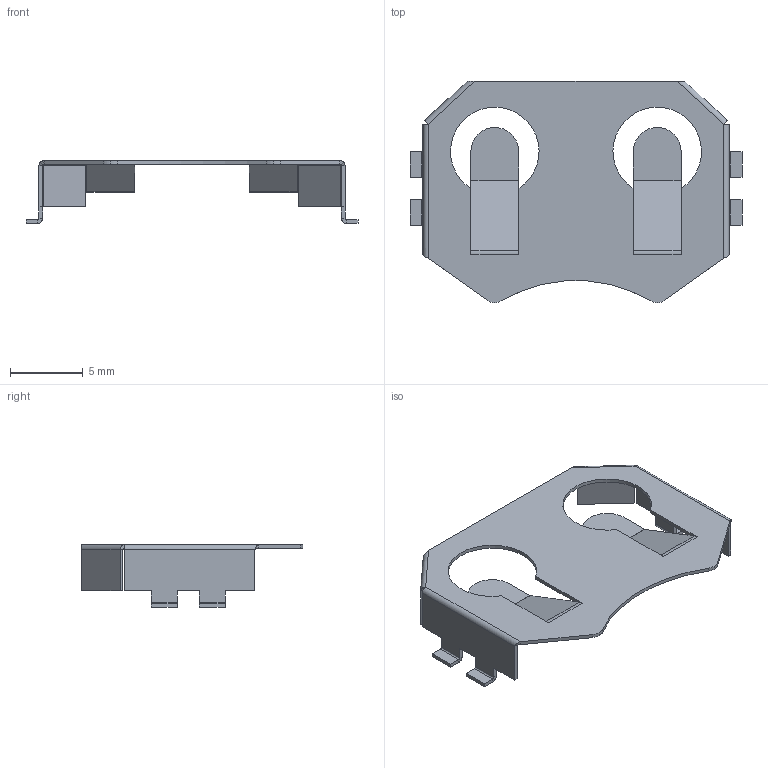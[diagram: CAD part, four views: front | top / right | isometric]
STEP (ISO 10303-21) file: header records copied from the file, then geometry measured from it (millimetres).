
FILE_DESCRIPTION(('FreeCAD Model'),'2;1');
FILE_NAME('BK-912.step','2020-02-19T09:57:02',( 'kicad StepUp'),('ksu MCAD'),'Open CASCADE STEP processor 7.3', 'FreeCAD','Unknown');
FILE_SCHEMA(('AUTOMOTIVE_DESIGN { 1 0 10303 214 1 1 1 1 }'));
Length unit declared in the file: millimetre
Products named in the file (1): BK-912
Bounding box: 22.86 x 15.24 x 4.32 mm (x, y, z)
Volume: 86.2 mm3; surface area: 737.3 mm2
Topology: 1 solids, 1 shells, 134 faces, 308 edges, 176 vertices
Faces by surface type: plane 93, cylinder 33, bspline 8
Entity records: 3869 total; most frequent: CARTESIAN_POINT 919, ORIENTED_EDGE 616, DIRECTION 576, EDGE_CURVE 308, LINE 230, VECTOR 230, VERTEX_POINT 176, AXIS2_PLACEMENT_3D 173
